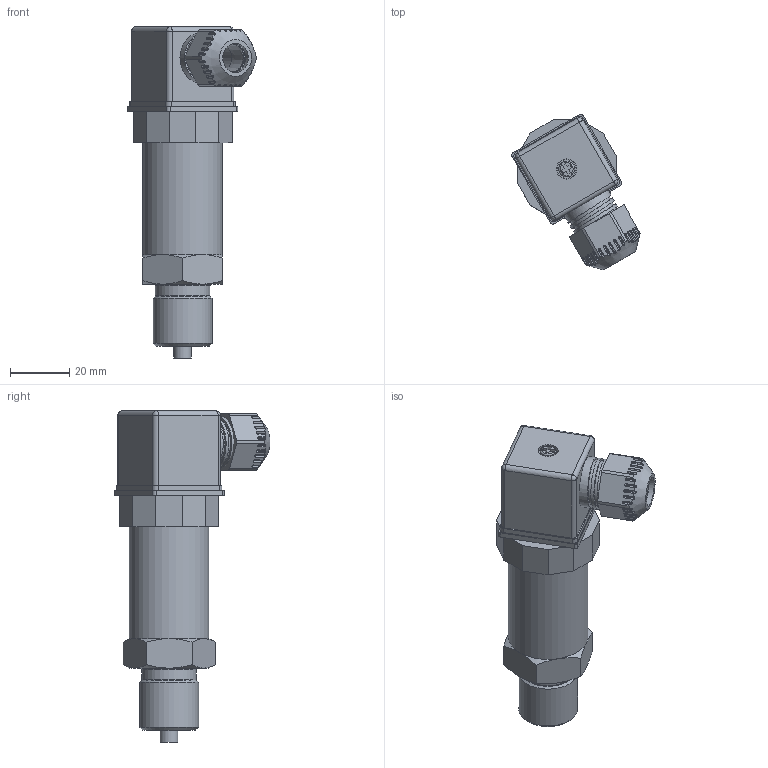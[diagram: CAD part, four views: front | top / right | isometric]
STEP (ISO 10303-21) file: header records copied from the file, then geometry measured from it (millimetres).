
FILE_DESCRIPTION(('STEP AP203'), '1');
FILE_NAME('ÏÄ100-ÄÈÕ-Ì20õ1,5.stp', '2019-01-18T12:09:58', ('UNSPECIFIED'), ('UNSPECIFIED'), 'ASCON STEP Converter 1.0', 'Kompas 3D', '');
FILE_SCHEMA(('CONFIG_CONTROL_DESIGN'));
Length unit declared in the file: millimetre
Products named in the file (13): 27; 28; 29; 30; 31; 32; 33; 34; 35; 36; 37; 38; 39
Assembly tree (12 placements, depth 3):
  27
    28
    29
    30
      31
      32
      33
    34
      35
      36
      37
      38
      39
Bounding box: 43.51 x 52.81 x 112.4 mm (x, y, z)
Volume: 47092.8 mm3; surface area: 30726.4 mm2
Topology: 10 solids, 10 shells, 721 faces, 1873 edges, 1196 vertices
Faces by surface type: plane 421, cylinder 208, cone 36, bspline 36, torus 16, sphere 4
Full cylindrical faces by diameter (mm): 3 x1, 3.3 x1, 4 x1, 5.4 x1, 6 x2, 6.4 x1, 6.8 x1, 8 x1, 10 x1, 12 x1, 16 x1, 18.5 x1, 19 x1, 20 x2, 23 x2, 24.5 x1, 24.8 x1, 26 x1, 27 x1
Entity records: 29204 total; most frequent: CARTESIAN_POINT 10785, ORIENTED_EDGE 3738, DIRECTION 3304, EDGE_CURVE 1869, VERTEX_POINT 1196, AXIS2_PLACEMENT_3D 1125, LINE 1054, VECTOR 1054
